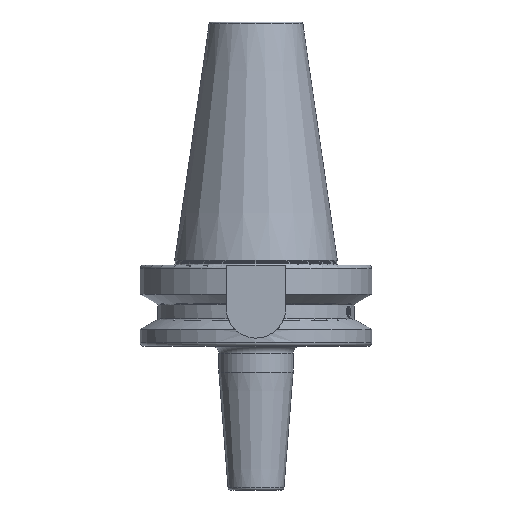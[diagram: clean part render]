
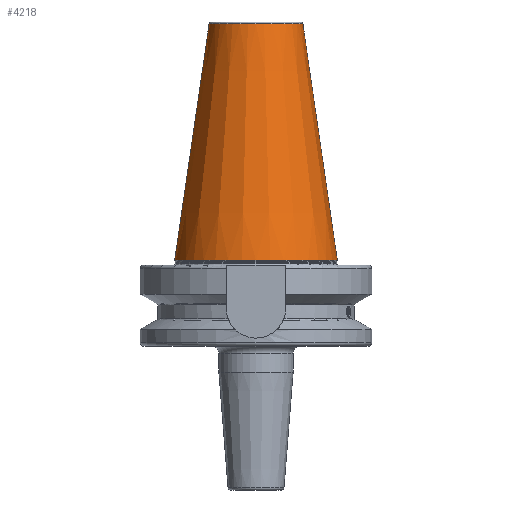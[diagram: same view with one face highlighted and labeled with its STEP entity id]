
A CAD part, left-side view. The second image highlights one B-rep face of the part: STEP entity #4218.
In plain terms, the highlighted conical face has half-angle 8.297 degrees and reference radius 27.637 mm.
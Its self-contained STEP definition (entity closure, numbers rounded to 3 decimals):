
#1163=CARTESIAN_POINT('',(0,0,138.944));
#1164=DIRECTION('',(0,0,1));
#1165=DIRECTION('',(0,1,0));
#1166=AXIS2_PLACEMENT_3D('',#1163,#1164,#1165);
#1168=DIRECTION('',(0.,0.144,0.99));
#1169=VECTOR('',#1168,103.023);
#1170=CARTESIAN_POINT('',(0,-35.071,37));
#1171=LINE('',#1170,#1169);
#1172=CARTESIAN_POINT('',(0,0,37));
#1173=DIRECTION('',(0,0,1));
#1174=DIRECTION('',(0,1,0));
#1175=AXIS2_PLACEMENT_3D('',#1172,#1173,#1174);
#1177=DIRECTION('',(0.,-0.144,0.99));
#1178=VECTOR('',#1177,103.023);
#1179=CARTESIAN_POINT('',(0,35.071,37));
#1180=LINE('',#1179,#1178);
#2478=CARTESIAN_POINT('',(0,35.071,37));
#2480=VERTEX_POINT('',#2478);
#2494=CARTESIAN_POINT('',(0,-35.071,37));
#2496=VERTEX_POINT('',#2494);
#2521=CARTESIAN_POINT('',(0,20.204,138.944));
#2522=CARTESIAN_POINT('',(0,-20.204,138.944));
#2523=VERTEX_POINT('',#2521);
#2524=VERTEX_POINT('',#2522);
#4204=CARTESIAN_POINT('',(0,0,87.972));
#4205=DIRECTION('',(0,0,-1));
#4206=DIRECTION('',(0,-1,0));
#4207=AXIS2_PLACEMENT_3D('',#4204,#4205,#4206);
#4208=CONICAL_SURFACE('',#4207,27.637,8.297);
#4210=ORIENTED_EDGE('',*,*,#4209,.T.);
#4212=ORIENTED_EDGE('',*,*,#4211,.F.);
#4213=ORIENTED_EDGE('',*,*,#4197,.F.);
#4215=ORIENTED_EDGE('',*,*,#4214,.T.);
#4216=EDGE_LOOP('',(#4210,#4212,#4213,#4215));
#4217=FACE_OUTER_BOUND('',#4216,.F.);
#4218=ADVANCED_FACE('',(#4217),#4208,.T.);
#1167=CIRCLE('',#1166,20.204);
#1176=CIRCLE('',#1175,35.071);
#4197=EDGE_CURVE('',#2480,#2496,#1176,.T.);
#4209=EDGE_CURVE('',#2523,#2524,#1167,.T.);
#4211=EDGE_CURVE('',#2496,#2524,#1171,.T.);
#4214=EDGE_CURVE('',#2480,#2523,#1180,.T.);
